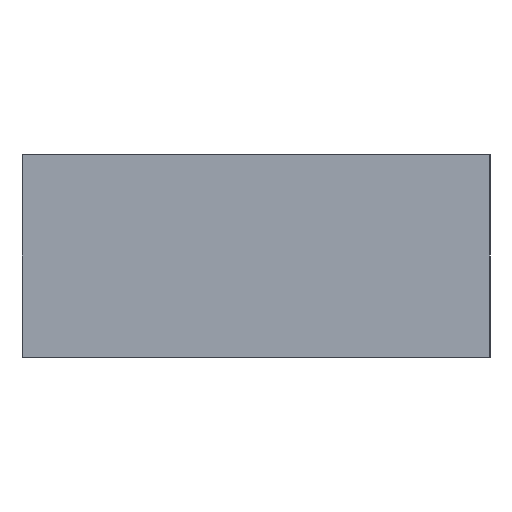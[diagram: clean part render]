
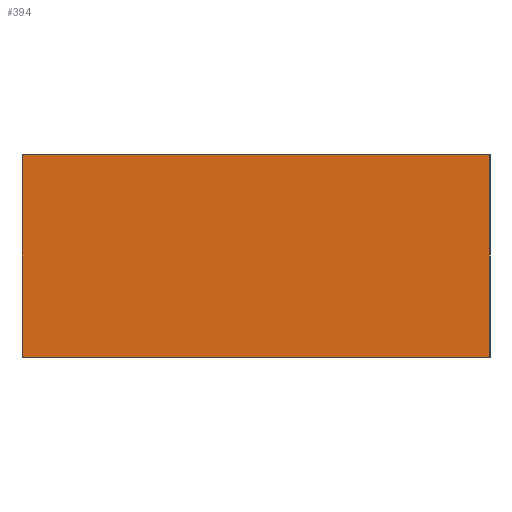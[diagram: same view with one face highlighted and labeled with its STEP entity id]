
A CAD part, left-side view. The second image highlights one B-rep face of the part: STEP entity #394.
In plain terms, the highlighted planar face has unit normal (-1, 0, 0).
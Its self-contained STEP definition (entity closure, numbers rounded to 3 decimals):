
#132=VERTEX_POINT('',#133);
#133=CARTESIAN_POINT('',(-4.0,-1.5,-0.65));
#139=EDGE_CURVE('',#132,#140,#142,.F.);
#140=VERTEX_POINT('',#141);
#141=CARTESIAN_POINT('',(-4.0,1.5,-0.65));
#142=LINE('',#143,#144);
#143=CARTESIAN_POINT('',(-4.0,1.5,-0.65));
#144=VECTOR('',#145,1.0);
#145=DIRECTION('',(0.0,-1.0,0.0));
#329=VERTEX_POINT('',#330);
#330=CARTESIAN_POINT('',(-4.0,-1.5,0.65));
#336=EDGE_CURVE('',#329,#132,#337,.T.);
#337=LINE('',#338,#339);
#338=CARTESIAN_POINT('',(-4.0,-1.5,0.65));
#339=VECTOR('',#340,1.0);
#340=DIRECTION('',(0.0,0.0,-1.0));
#375=EDGE_CURVE('',#140,#376,#378,.F.);
#376=VERTEX_POINT('',#377);
#377=CARTESIAN_POINT('',(-4.0,1.5,0.65));
#378=LINE('',#379,#380);
#379=CARTESIAN_POINT('',(-4.0,1.5,0.65));
#380=VECTOR('',#381,1.0);
#381=DIRECTION('',(0.0,0.0,-1.0));
#394=ADVANCED_FACE('',(#395),#406,.F.);
#395=FACE_BOUND('',#396,.T.);
#396=EDGE_LOOP('',(#397,#398,#399,#405));
#397=ORIENTED_EDGE('',*,*,#139,.F.);
#398=ORIENTED_EDGE('',*,*,#336,.F.);
#399=ORIENTED_EDGE('',*,*,#400,.T.);
#400=EDGE_CURVE('',#329,#376,#401,.F.);
#401=LINE('',#402,#403);
#402=CARTESIAN_POINT('',(-4.0,1.5,0.65));
#403=VECTOR('',#404,1.0);
#404=DIRECTION('',(0.0,-1.0,0.0));
#405=ORIENTED_EDGE('',*,*,#375,.F.);
#406=PLANE('',#407);
#407=AXIS2_PLACEMENT_3D('',#408,#409,#410);
#408=CARTESIAN_POINT('',(-4.0,1.5,0.65));
#409=DIRECTION('',(1.0,0.0,0.0));
#410=DIRECTION('',(0.0,0.0,-1.0));
